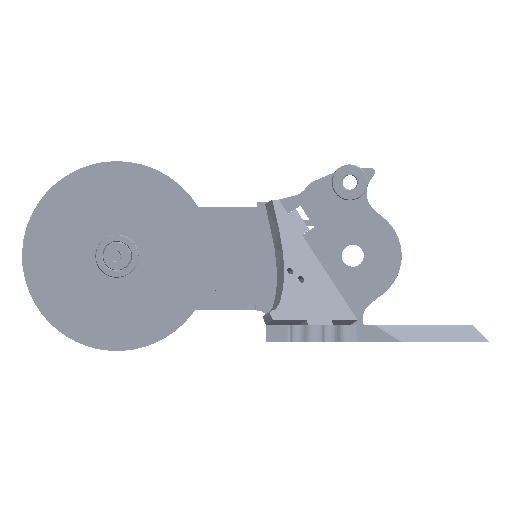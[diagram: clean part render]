
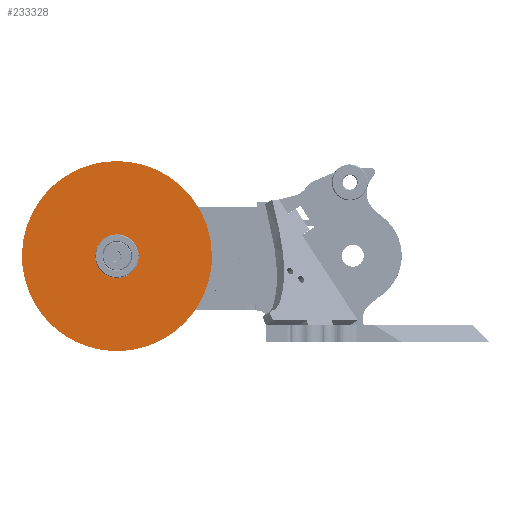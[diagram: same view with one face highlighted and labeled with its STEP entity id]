
A CAD part, front view. The second image highlights one B-rep face of the part: STEP entity #233328.
In plain terms, the highlighted free-form (B-spline) face has degree [1, 1] with [2, 2] control points.
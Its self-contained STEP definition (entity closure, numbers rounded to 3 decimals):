
#233229 = VERTEX_POINT('',#233230);
#233230 = CARTESIAN_POINT('',(8.436,-67.362,
    0.005));
#233248 = EDGE_CURVE('',#233229,#233229,#233249,.T.);
#233249 = ( BOUNDED_CURVE() B_SPLINE_CURVE(2,(#233250,#233251,#233252,
    #233253,#233254,#233255,#233256),.UNSPECIFIED.,.T.,.F.) 
B_SPLINE_CURVE_WITH_KNOTS((3,2,2,3),(3.142,5.236,
7.33,9.425),.PIECEWISE_BEZIER_KNOTS.) CURVE() 
GEOMETRIC_REPRESENTATION_ITEM() RATIONAL_B_SPLINE_CURVE((1.,0.5,1.,0.5,
1.,0.5,1.)) REPRESENTATION_ITEM('') );
#233250 = CARTESIAN_POINT('',(8.436,-67.362,
    0.005));
#233251 = CARTESIAN_POINT('',(8.436,-67.362,
    13.605));
#233252 = CARTESIAN_POINT('',(-3.342,-67.362,
    6.805));
#233253 = CARTESIAN_POINT('',(-15.121,-67.362,
    0.005));
#233254 = CARTESIAN_POINT('',(-3.342,-67.362,
    -6.796));
#233255 = CARTESIAN_POINT('',(8.436,-67.362,
    -13.596));
#233256 = CARTESIAN_POINT('',(8.436,-67.362,
    0.005));
#233280 = EDGE_CURVE('',#233281,#233281,#233283,.T.);
#233281 = VERTEX_POINT('',#233282);
#233282 = CARTESIAN_POINT('',(34.849,-67.362,
    0.005));
#233283 = ( BOUNDED_CURVE() B_SPLINE_CURVE(2,(#233284,#233285,#233286,
    #233287,#233288,#233289,#233290),.UNSPECIFIED.,.T.,.F.) 
B_SPLINE_CURVE_WITH_KNOTS((3,2,2,3),(3.142,5.236,
7.33,9.425),.PIECEWISE_BEZIER_KNOTS.) CURVE() 
GEOMETRIC_REPRESENTATION_ITEM() RATIONAL_B_SPLINE_CURVE((1.,0.5,1.,0.5,
1.,0.5,1.)) REPRESENTATION_ITEM('') );
#233284 = CARTESIAN_POINT('',(34.849,-67.362,
    0.005));
#233285 = CARTESIAN_POINT('',(34.849,-67.362,
    59.353));
#233286 = CARTESIAN_POINT('',(-16.548,-67.362,
    29.679));
#233287 = CARTESIAN_POINT('',(-67.946,-67.362,
    0.005));
#233288 = CARTESIAN_POINT('',(-16.548,-67.362,
    -29.67));
#233289 = CARTESIAN_POINT('',(34.849,-67.362,
    -59.344));
#233290 = CARTESIAN_POINT('',(34.849,-67.362,
    0.005));
#233328 = ADVANCED_FACE('',(#233329,#233332),#233335,.F.);
#233329 = FACE_BOUND('',#233330,.T.);
#233330 = EDGE_LOOP('',(#233331));
#233331 = ORIENTED_EDGE('',*,*,#233280,.T.);
#233332 = FACE_BOUND('',#233333,.T.);
#233333 = EDGE_LOOP('',(#233334));
#233334 = ORIENTED_EDGE('',*,*,#233248,.F.);
#233335 = B_SPLINE_SURFACE_WITH_KNOTS('',1,1,(
    (#233336,#233337)
    ,(#233338,#233339
    )),.UNSPECIFIED.,.F.,.F.,.F.,(2,2),(2,2),(-26.4,26.4),(-26.4,26.4),
  .PIECEWISE_BEZIER_KNOTS.);
#233336 = CARTESIAN_POINT('',(34.849,-67.362,
    -34.26));
#233337 = CARTESIAN_POINT('',(34.849,-67.362,
    34.27));
#233338 = CARTESIAN_POINT('',(-33.681,-67.362,
    -34.26));
#233339 = CARTESIAN_POINT('',(-33.681,-67.362,
    34.27));
